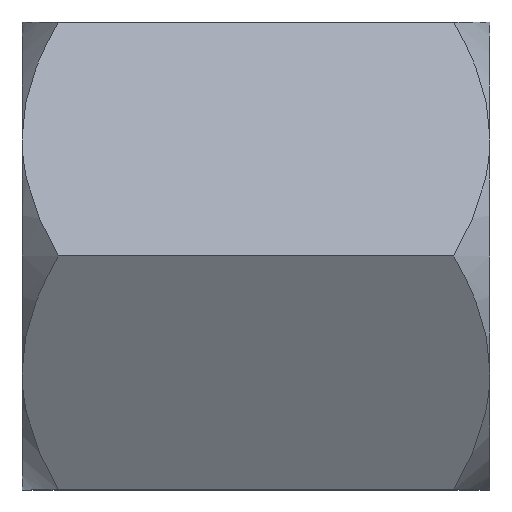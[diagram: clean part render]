
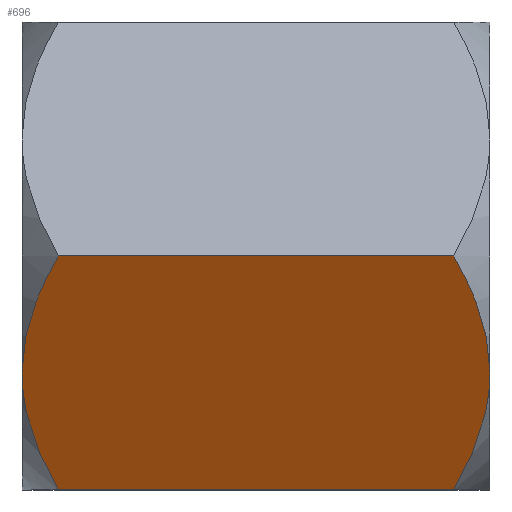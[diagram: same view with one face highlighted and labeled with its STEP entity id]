
A CAD part, left-side view. The second image highlights one B-rep face of the part: STEP entity #696.
In plain terms, the highlighted planar face has unit normal (-0.866, 0, -0.5).
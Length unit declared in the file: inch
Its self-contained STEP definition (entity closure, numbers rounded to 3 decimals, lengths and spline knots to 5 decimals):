
#19 = VECTOR ( 'NONE', #810, 39.37008 ) ;
#20 = EDGE_CURVE ( 'NONE', #203, #223, #46, .T. ) ;
#25 = CARTESIAN_POINT ( 'NONE',  ( -0.26574, 0.01767, -0.03973 ) ) ;
#27 = CARTESIAN_POINT ( 'NONE',  ( -0.21019, 0., -0.13595 ) ) ;
#31 = CARTESIAN_POINT ( 'NONE',  ( -0.14434, 0.46132, -0.25 ) ) ;
#32 = CARTESIAN_POINT ( 'NONE',  ( -0.19131, 0.00473, -0.16864 ) ) ;
#36 = CARTESIAN_POINT ( 'NONE',  ( -0.14434, 0.5, -0.25 ) ) ;
#46 = B_SPLINE_CURVE_WITH_KNOTS ( 'NONE', 3,
 ( #513, #923, #752, #844, #946, #934, #602, #760 ),
 .UNSPECIFIED., .F., .F.,
 ( 4, 2, 2, 4 ),
 ( 0., 0.0019, 0.00285, 0.0038 ),
 .UNSPECIFIED. ) ;
#69 = CARTESIAN_POINT ( 'NONE',  ( -0.21651, 0.5, -0.125 ) ) ;
#119 = CARTESIAN_POINT ( 'NONE',  ( -0.14434, 0.03868, -0.25 ) ) ;
#130 = VERTEX_POINT ( 'NONE', #585 ) ;
#146 = CARTESIAN_POINT ( 'NONE',  ( -0.14434, 0.5, -0.25 ) ) ;
#203 = VERTEX_POINT ( 'NONE', #31 ) ;
#207 = CARTESIAN_POINT ( 'NONE',  ( -0.15565, 0.02736, -0.2304 ) ) ;
#223 = VERTEX_POINT ( 'NONE', #466 ) ;
#246 = ORIENTED_EDGE ( 'NONE', *, *, #919, .T. ) ;
#319 = CARTESIAN_POINT ( 'NONE',  ( -0.22906, 0.5, -0.10326 ) ) ;
#323 = DIRECTION ( 'NONE',  ( 0.866, 0., 0.5 ) ) ;
#327 = FACE_OUTER_BOUND ( 'NONE', #353, .T. ) ;
#330 = VERTEX_POINT ( 'NONE', #641 ) ;
#341 = EDGE_CURVE ( 'NONE', #948, #130, #1076, .T. ) ;
#353 = EDGE_LOOP ( 'NONE', ( #410, #246, #430, #538, #693, #559 ) ) ;
#364 = CARTESIAN_POINT ( 'NONE',  ( -0.28868, 0.46132, 0. ) ) ;
#371 = CARTESIAN_POINT ( 'NONE',  ( -0.21651, 0., -0.125 ) ) ;
#395 = EDGE_CURVE ( 'NONE', #203, #330, #415, .T. ) ;
#403 = CARTESIAN_POINT ( 'NONE',  ( -0.22906, 0., -0.10326 ) ) ;
#410 = ORIENTED_EDGE ( 'NONE', *, *, #395, .T. ) ;
#415 = LINE ( 'NONE', #36, #633 ) ;
#418 = B_SPLINE_CURVE_WITH_KNOTS ( 'NONE', 3,
 ( #69, #319, #1077, #651, #985, #501 ),
 .UNSPECIFIED., .F., .F.,
 ( 4, 2, 4 ),
 ( 0.0038, 0.00569, 0.00757 ),
 .UNSPECIFIED. ) ;
#430 = ORIENTED_EDGE ( 'NONE', *, *, #1070, .T. ) ;
#466 = CARTESIAN_POINT ( 'NONE',  ( -0.21651, 0.5, -0.125 ) ) ;
#501 = CARTESIAN_POINT ( 'NONE',  ( -0.28868, 0.46132, 0. ) ) ;
#513 = CARTESIAN_POINT ( 'NONE',  ( -0.14434, 0.46132, -0.25 ) ) ;
#520 = CARTESIAN_POINT ( 'NONE',  ( -0.28868, 0.03868, 0. ) ) ;
#530 = CARTESIAN_POINT ( 'NONE',  ( -0.27737, 0.02737, -0.01958 ) ) ;
#537 = CARTESIAN_POINT ( 'NONE',  ( -0.18521, 0.00746, -0.1792 ) ) ;
#538 = ORIENTED_EDGE ( 'NONE', *, *, #341, .F. ) ;
#559 = ORIENTED_EDGE ( 'NONE', *, *, #20, .F. ) ;
#565 = PLANE ( 'NONE',  #805 ) ;
#585 = CARTESIAN_POINT ( 'NONE',  ( -0.28868, 0.03868, 0. ) ) ;
#601 = DIRECTION ( 'NONE',  ( 0., -1., 0. ) ) ;
#602 = CARTESIAN_POINT ( 'NONE',  ( -0.21019, 0.5, -0.13595 ) ) ;
#604 = CARTESIAN_POINT ( 'NONE',  ( -0.21651, 0., -0.125 ) ) ;
#629 = CARTESIAN_POINT ( 'NONE',  ( -0.16723, 0.01774, -0.21035 ) ) ;
#633 = VECTOR ( 'NONE', #601, 39.37008 ) ;
#641 = CARTESIAN_POINT ( 'NONE',  ( -0.14434, 0.03868, -0.25 ) ) ;
#651 = CARTESIAN_POINT ( 'NONE',  ( -0.26574, 0.48233, -0.03973 ) ) ;
#653 = CARTESIAN_POINT ( 'NONE',  ( -0.2414, 0.00384, -0.08188 ) ) ;
#660 = B_SPLINE_CURVE_WITH_KNOTS ( 'NONE', 3,
 ( #119, #207, #629, #537, #32, #777, #27, #371 ),
 .UNSPECIFIED., .F., .F.,
 ( 4, 2, 2, 4 ),
 ( 0., 0.0019, 0.00285, 0.0038 ),
 .UNSPECIFIED. ) ;
#693 = ORIENTED_EDGE ( 'NONE', *, *, #1038, .F. ) ;
#696 = ADVANCED_FACE ( 'NONE', ( #327 ), #565, .F. ) ;
#752 = CARTESIAN_POINT ( 'NONE',  ( -0.16723, 0.48226, -0.21035 ) ) ;
#760 = CARTESIAN_POINT ( 'NONE',  ( -0.21651, 0.5, -0.125 ) ) ;
#777 = CARTESIAN_POINT ( 'NONE',  ( -0.20377, 0.00099, -0.14706 ) ) ;
#797 = CARTESIAN_POINT ( 'NONE',  ( -0.28868, 0.5, 0. ) ) ;
#805 = AXIS2_PLACEMENT_3D ( 'NONE', #146, #323, #986 ) ;
#810 = DIRECTION ( 'NONE',  ( 0., -1., 0. ) ) ;
#815 = CARTESIAN_POINT ( 'NONE',  ( -0.21651, 0., -0.125 ) ) ;
#844 = CARTESIAN_POINT ( 'NONE',  ( -0.18521, 0.49254, -0.1792 ) ) ;
#851 = VERTEX_POINT ( 'NONE', #604 ) ;
#919 = EDGE_CURVE ( 'NONE', #330, #851, #660, .T. ) ;
#923 = CARTESIAN_POINT ( 'NONE',  ( -0.15565, 0.47264, -0.2304 ) ) ;
#934 = CARTESIAN_POINT ( 'NONE',  ( -0.20377, 0.49901, -0.14706 ) ) ;
#946 = CARTESIAN_POINT ( 'NONE',  ( -0.19131, 0.49527, -0.16864 ) ) ;
#948 = VERTEX_POINT ( 'NONE', #364 ) ;
#985 = CARTESIAN_POINT ( 'NONE',  ( -0.27737, 0.47263, -0.01958 ) ) ;
#986 = DIRECTION ( 'NONE',  ( 0.5, 0., -0.866 ) ) ;
#1008 = B_SPLINE_CURVE_WITH_KNOTS ( 'NONE', 3,
 ( #815, #403, #653, #25, #530, #520 ),
 .UNSPECIFIED., .F., .F.,
 ( 4, 2, 4 ),
 ( 0.0038, 0.00569, 0.00757 ),
 .UNSPECIFIED. ) ;
#1038 = EDGE_CURVE ( 'NONE', #223, #948, #418, .T. ) ;
#1070 = EDGE_CURVE ( 'NONE', #851, #130, #1008, .T. ) ;
#1076 = LINE ( 'NONE', #797, #19 ) ;
#1077 = CARTESIAN_POINT ( 'NONE',  ( -0.2414, 0.49616, -0.08188 ) ) ;
